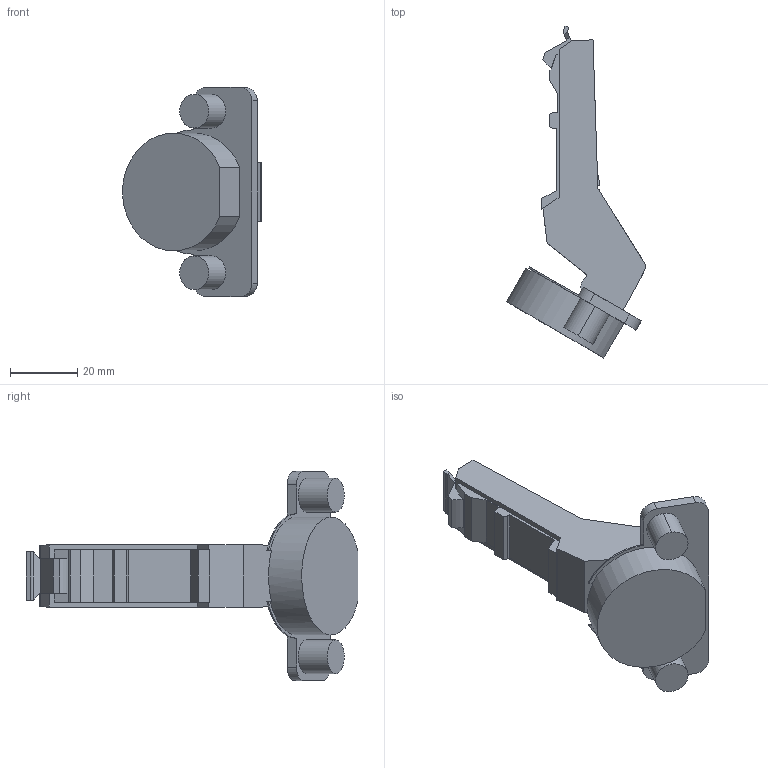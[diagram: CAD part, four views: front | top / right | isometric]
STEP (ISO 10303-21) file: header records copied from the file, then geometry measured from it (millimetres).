
FILE_DESCRIPTION((''),'2;1');
FILE_NAME('702-0E59-SD3DCL','2022-11-09T08:34:54',('marino.prodan'),('Audax d.o.o.'),'CREO PARAMETRIC BY PTC INC, 2021304','CREO PARAMETRIC BY PTC INC, 2021304','');
FILE_SCHEMA(('AUTOMOTIVE_DESIGN { 1 0 10303 214 1 1 1 1 }'));
Length unit declared in the file: millimetre
Products named in the file (1): 702-0E59-SD3DCL
Bounding box: 41.18 x 98.58 x 62.1 mm (x, y, z)
Volume: 32376.9 mm3; surface area: 15652.6 mm2
Topology: 1 solids, 1 shells, 242 faces, 692 edges, 464 vertices
Faces by surface type: plane 174, cylinder 58, cone 6, sphere 4
Entity records: 10608 total; most frequent: CARTESIAN_POINT 1702, ORIENTED_EDGE 1384, DIRECTION 1279, PRESENTATION_STYLE_ASSIGNMENT 693, STYLED_ITEM 693, CURVE_STYLE 692, EDGE_CURVE 692, VECTOR 515
